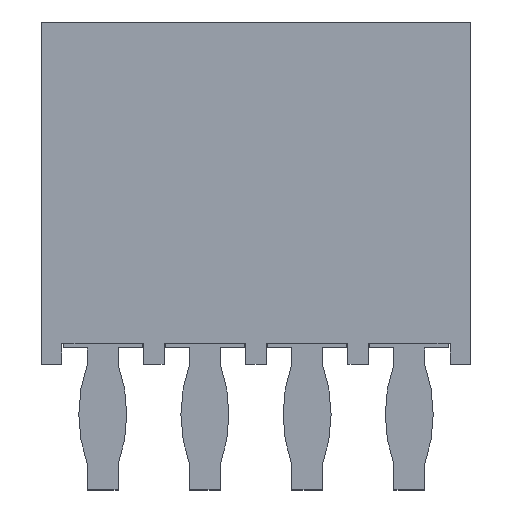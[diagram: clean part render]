
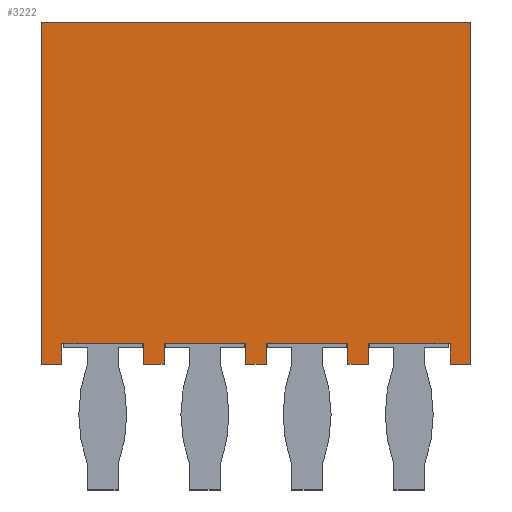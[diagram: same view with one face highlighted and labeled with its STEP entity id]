
A CAD part, top view. The second image highlights one B-rep face of the part: STEP entity #3222.
In plain terms, the highlighted planar face has unit normal (0, 0, 1).
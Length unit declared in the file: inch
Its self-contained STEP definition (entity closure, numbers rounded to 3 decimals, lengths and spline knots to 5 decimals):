
#731=ORIENTED_EDGE('',*,*,#1307,.T.);
#732=ORIENTED_EDGE('',*,*,#1308,.T.);
#733=ORIENTED_EDGE('',*,*,#1309,.T.);
#734=ORIENTED_EDGE('',*,*,#1310,.T.);
#735=ORIENTED_EDGE('',*,*,#1311,.F.);
#736=ORIENTED_EDGE('',*,*,#1305,.F.);
#737=ORIENTED_EDGE('',*,*,#1312,.T.);
#738=ORIENTED_EDGE('',*,*,#1313,.T.);
#739=ORIENTED_EDGE('',*,*,#1314,.T.);
#740=ORIENTED_EDGE('',*,*,#1315,.T.);
#741=ORIENTED_EDGE('',*,*,#1316,.T.);
#742=ORIENTED_EDGE('',*,*,#1317,.T.);
#743=ORIENTED_EDGE('',*,*,#1318,.T.);
#744=ORIENTED_EDGE('',*,*,#1319,.T.);
#745=ORIENTED_EDGE('',*,*,#1320,.T.);
#746=ORIENTED_EDGE('',*,*,#1321,.T.);
#747=ORIENTED_EDGE('',*,*,#1322,.T.);
#748=ORIENTED_EDGE('',*,*,#1323,.T.);
#749=ORIENTED_EDGE('',*,*,#1324,.T.);
#750=ORIENTED_EDGE('',*,*,#1325,.T.);
#1305=EDGE_CURVE('',#1649,#1650,#2049,.T.);
#1307=EDGE_CURVE('',#1651,#1652,#2051,.T.);
#1308=EDGE_CURVE('',#1652,#1653,#2052,.T.);
#1309=EDGE_CURVE('',#1653,#1654,#2053,.T.);
#1310=EDGE_CURVE('',#1654,#1655,#2054,.T.);
#1311=EDGE_CURVE('',#1650,#1655,#2055,.T.);
#1312=EDGE_CURVE('',#1649,#1656,#2056,.T.);
#1313=EDGE_CURVE('',#1656,#1657,#2057,.T.);
#1314=EDGE_CURVE('',#1657,#1658,#2058,.T.);
#1315=EDGE_CURVE('',#1658,#1659,#2059,.T.);
#1316=EDGE_CURVE('',#1659,#1660,#2060,.T.);
#1317=EDGE_CURVE('',#1660,#1661,#2061,.T.);
#1318=EDGE_CURVE('',#1661,#1662,#2062,.T.);
#1319=EDGE_CURVE('',#1662,#1663,#2063,.T.);
#1320=EDGE_CURVE('',#1663,#1664,#2064,.T.);
#1321=EDGE_CURVE('',#1664,#1665,#2065,.T.);
#1322=EDGE_CURVE('',#1665,#1666,#2066,.T.);
#1323=EDGE_CURVE('',#1666,#1667,#2067,.T.);
#1324=EDGE_CURVE('',#1667,#1668,#2068,.T.);
#1325=EDGE_CURVE('',#1668,#1651,#2069,.T.);
#1649=VERTEX_POINT('',#4950);
#1650=VERTEX_POINT('',#4952);
#1651=VERTEX_POINT('',#4956);
#1652=VERTEX_POINT('',#4957);
#1653=VERTEX_POINT('',#4959);
#1654=VERTEX_POINT('',#4961);
#1655=VERTEX_POINT('',#4963);
#1656=VERTEX_POINT('',#4966);
#1657=VERTEX_POINT('',#4968);
#1658=VERTEX_POINT('',#4970);
#1659=VERTEX_POINT('',#4972);
#1660=VERTEX_POINT('',#4974);
#1661=VERTEX_POINT('',#4976);
#1662=VERTEX_POINT('',#4978);
#1663=VERTEX_POINT('',#4980);
#1664=VERTEX_POINT('',#4982);
#1665=VERTEX_POINT('',#4984);
#1666=VERTEX_POINT('',#4986);
#1667=VERTEX_POINT('',#4988);
#1668=VERTEX_POINT('',#4990);
#2049=LINE('',#4951,#2489);
#2051=LINE('',#4955,#2491);
#2052=LINE('',#4958,#2492);
#2053=LINE('',#4960,#2493);
#2054=LINE('',#4962,#2494);
#2055=LINE('',#4964,#2495);
#2056=LINE('',#4965,#2496);
#2057=LINE('',#4967,#2497);
#2058=LINE('',#4969,#2498);
#2059=LINE('',#4971,#2499);
#2060=LINE('',#4973,#2500);
#2061=LINE('',#4975,#2501);
#2062=LINE('',#4977,#2502);
#2063=LINE('',#4979,#2503);
#2064=LINE('',#4981,#2504);
#2065=LINE('',#4983,#2505);
#2066=LINE('',#4985,#2506);
#2067=LINE('',#4987,#2507);
#2068=LINE('',#4989,#2508);
#2069=LINE('',#4991,#2509);
#2489=VECTOR('',#4063,39.37008);
#2491=VECTOR('',#4067,39.37008);
#2492=VECTOR('',#4068,39.37008);
#2493=VECTOR('',#4069,39.37008);
#2494=VECTOR('',#4070,39.37008);
#2495=VECTOR('',#4071,39.37008);
#2496=VECTOR('',#4072,39.37008);
#2497=VECTOR('',#4073,39.37008);
#2498=VECTOR('',#4074,39.37008);
#2499=VECTOR('',#4075,39.37008);
#2500=VECTOR('',#4076,39.37008);
#2501=VECTOR('',#4077,39.37008);
#2502=VECTOR('',#4078,39.37008);
#2503=VECTOR('',#4079,39.37008);
#2504=VECTOR('',#4080,39.37008);
#2505=VECTOR('',#4081,39.37008);
#2506=VECTOR('',#4082,39.37008);
#2507=VECTOR('',#4083,39.37008);
#2508=VECTOR('',#4084,39.37008);
#2509=VECTOR('',#4085,39.37008);
#2730=EDGE_LOOP('',(#731,#732,#733,#734,#735,#736,#737,#738,#739,#740,#741,
#742,#743,#744,#745,#746,#747,#748,#749,#750));
#2902=FACE_BOUND('',#2730,.T.);
#3062=PLANE('',#3425);
#3222=ADVANCED_FACE('',(#2902),#3062,.T.);
#3425=AXIS2_PLACEMENT_3D('',#4954,#4065,#4066);
#4063=DIRECTION('',(0.,1.,0.));
#4065=DIRECTION('',(0.,0.,1.));
#4066=DIRECTION('',(1.,0.,0.));
#4067=DIRECTION('',(1.,0.,0.));
#4068=DIRECTION('',(0.,-1.,0.));
#4069=DIRECTION('',(1.,0.,0.));
#4070=DIRECTION('',(0.,1.,0.));
#4071=DIRECTION('',(1.,0.,0.));
#4072=DIRECTION('',(1.,0.,0.));
#4073=DIRECTION('',(0.,1.,0.));
#4074=DIRECTION('',(1.,0.,0.));
#4075=DIRECTION('',(0.,-1.,0.));
#4076=DIRECTION('',(1.,0.,0.));
#4077=DIRECTION('',(0.,1.,0.));
#4078=DIRECTION('',(1.,0.,0.));
#4079=DIRECTION('',(0.,-1.,0.));
#4080=DIRECTION('',(1.,0.,0.));
#4081=DIRECTION('',(0.,1.,0.));
#4082=DIRECTION('',(1.,0.,0.));
#4083=DIRECTION('',(0.,-1.,0.));
#4084=DIRECTION('',(1.,0.,0.));
#4085=DIRECTION('',(0.,1.,0.));
#4950=CARTESIAN_POINT('',(-0.21,-0.335,0.0475));
#4951=CARTESIAN_POINT('',(-0.21,-0.335,0.0475));
#4952=CARTESIAN_POINT('',(-0.21,0.,0.0475));
#4954=CARTESIAN_POINT('',(-0.21,-0.335,0.0475));
#4955=CARTESIAN_POINT('',(-0.21,-0.315,0.0475));
#4956=CARTESIAN_POINT('',(0.11,-0.315,0.0475));
#4957=CARTESIAN_POINT('',(0.19,-0.315,0.0475));
#4958=CARTESIAN_POINT('',(0.19,-0.335,0.0475));
#4959=CARTESIAN_POINT('',(0.19,-0.335,0.0475));
#4960=CARTESIAN_POINT('',(-0.21,-0.335,0.0475));
#4961=CARTESIAN_POINT('',(0.21,-0.335,0.0475));
#4962=CARTESIAN_POINT('',(0.21,-0.335,0.0475));
#4963=CARTESIAN_POINT('',(0.21,0.,0.0475));
#4964=CARTESIAN_POINT('',(-0.21,0.,0.0475));
#4965=CARTESIAN_POINT('',(-0.21,-0.335,0.0475));
#4966=CARTESIAN_POINT('',(-0.19,-0.335,0.0475));
#4967=CARTESIAN_POINT('',(-0.19,-0.335,0.0475));
#4968=CARTESIAN_POINT('',(-0.19,-0.315,0.0475));
#4969=CARTESIAN_POINT('',(-0.21,-0.315,0.0475));
#4970=CARTESIAN_POINT('',(-0.11,-0.315,0.0475));
#4971=CARTESIAN_POINT('',(-0.11,-0.335,0.0475));
#4972=CARTESIAN_POINT('',(-0.11,-0.335,0.0475));
#4973=CARTESIAN_POINT('',(-0.21,-0.335,0.0475));
#4974=CARTESIAN_POINT('',(-0.09,-0.335,0.0475));
#4975=CARTESIAN_POINT('',(-0.09,-0.335,0.0475));
#4976=CARTESIAN_POINT('',(-0.09,-0.315,0.0475));
#4977=CARTESIAN_POINT('',(-0.21,-0.315,0.0475));
#4978=CARTESIAN_POINT('',(-0.01,-0.315,0.0475));
#4979=CARTESIAN_POINT('',(-0.01,-0.335,0.0475));
#4980=CARTESIAN_POINT('',(-0.01,-0.335,0.0475));
#4981=CARTESIAN_POINT('',(-0.21,-0.335,0.0475));
#4982=CARTESIAN_POINT('',(0.01,-0.335,0.0475));
#4983=CARTESIAN_POINT('',(0.01,-0.335,0.0475));
#4984=CARTESIAN_POINT('',(0.01,-0.315,0.0475));
#4985=CARTESIAN_POINT('',(-0.21,-0.315,0.0475));
#4986=CARTESIAN_POINT('',(0.09,-0.315,0.0475));
#4987=CARTESIAN_POINT('',(0.09,-0.335,0.0475));
#4988=CARTESIAN_POINT('',(0.09,-0.335,0.0475));
#4989=CARTESIAN_POINT('',(-0.21,-0.335,0.0475));
#4990=CARTESIAN_POINT('',(0.11,-0.335,0.0475));
#4991=CARTESIAN_POINT('',(0.11,-0.335,0.0475));
